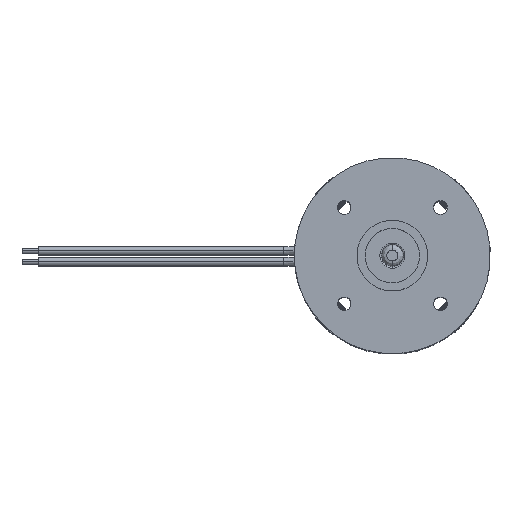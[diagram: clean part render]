
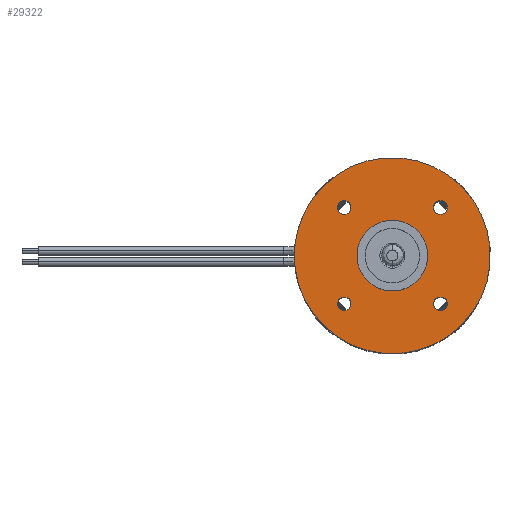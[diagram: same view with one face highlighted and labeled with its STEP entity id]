
A CAD part, top view. The second image highlights one B-rep face of the part: STEP entity #29322.
In plain terms, the highlighted planar face has unit normal (0, 0, 1).
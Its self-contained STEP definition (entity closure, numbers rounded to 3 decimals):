
#88 = DIRECTION ( 'NONE',  ( 0.707, 0.707, 0. ) ) ;
#1835 = ORIENTED_EDGE ( 'NONE', *, *, #4312, .T. ) ;
#2759 = EDGE_CURVE ( 'NONE', #39561, #7580, #14111, .T. ) ;
#2906 = DIRECTION ( 'NONE',  ( 0., 0., -1. ) ) ;
#3748 = ORIENTED_EDGE ( 'NONE', *, *, #51745, .F. ) ;
#3784 = DIRECTION ( 'NONE',  ( 0., 0., -1. ) ) ;
#3845 = ORIENTED_EDGE ( 'NONE', *, *, #54258, .F. ) ;
#4008 = DIRECTION ( 'NONE',  ( 0., 0., -1. ) ) ;
#4181 = CARTESIAN_POINT ( 'NONE',  ( 0., 0., 81.5 ) ) ;
#4312 = EDGE_CURVE ( 'NONE', #6355, #26549, #46318, .T. ) ;
#4480 = DIRECTION ( 'NONE',  ( 0.707, 0.707, 0. ) ) ;
#4705 = CIRCLE ( 'NONE', #36047, 1.25 ) ;
#4738 = DIRECTION ( 'NONE',  ( 0., 0., 1. ) ) ;
#5212 = EDGE_CURVE ( 'NONE', #25040, #22745, #54970, .T. ) ;
#5612 = EDGE_LOOP ( 'NONE', ( #51365, #25808 ) ) ;
#5819 = DIRECTION ( 'NONE',  ( 0., 0., -1. ) ) ;
#6222 = EDGE_CURVE ( 'NONE', #20210, #8978, #48997, .T. ) ;
#6355 = VERTEX_POINT ( 'NONE', #24480 ) ;
#6425 = CARTESIAN_POINT ( 'NONE',  ( 7.955, -9.723, 81.5 ) ) ;
#6452 = CIRCLE ( 'NONE', #6574, 6.5 ) ;
#6574 = AXIS2_PLACEMENT_3D ( 'NONE', #47008, #29902, #34664 ) ;
#7117 = EDGE_LOOP ( 'NONE', ( #33087, #1835 ) ) ;
#7580 = VERTEX_POINT ( 'NONE', #35182 ) ;
#7744 = EDGE_CURVE ( 'NONE', #22745, #25040, #16645, .T. ) ;
#8262 = FACE_BOUND ( 'NONE', #54091, .T. ) ;
#8265 = AXIS2_PLACEMENT_3D ( 'NONE', #23309, #23596, #40420 ) ;
#8978 = VERTEX_POINT ( 'NONE', #35748 ) ;
#9054 = CARTESIAN_POINT ( 'NONE',  ( 8.839, 8.839, 81.5 ) ) ;
#9366 = DIRECTION ( 'NONE',  ( 0., 0., 1. ) ) ;
#9794 = EDGE_LOOP ( 'NONE', ( #14363, #10890 ) ) ;
#10890 = ORIENTED_EDGE ( 'NONE', *, *, #5212, .T. ) ;
#11770 = AXIS2_PLACEMENT_3D ( 'NONE', #34882, #51982, #51716 ) ;
#13159 = ORIENTED_EDGE ( 'NONE', *, *, #51483, .T. ) ;
#14057 = AXIS2_PLACEMENT_3D ( 'NONE', #54776, #4008, #25305 ) ;
#14111 = CIRCLE ( 'NONE', #32929, 1.25 ) ;
#14363 = ORIENTED_EDGE ( 'NONE', *, *, #7744, .T. ) ;
#14644 = EDGE_CURVE ( 'NONE', #8978, #20210, #35978, .T. ) ;
#15368 = AXIS2_PLACEMENT_3D ( 'NONE', #9054, #17751, #88 ) ;
#16303 = CARTESIAN_POINT ( 'NONE',  ( -9.723, 7.955, 81.5 ) ) ;
#16645 = CIRCLE ( 'NONE', #23915, 1.25 ) ;
#16932 = FACE_BOUND ( 'NONE', #50535, .T. ) ;
#17224 = FACE_BOUND ( 'NONE', #17251, .T. ) ;
#17251 = EDGE_LOOP ( 'NONE', ( #41531, #45382 ) ) ;
#17751 = DIRECTION ( 'NONE',  ( 0., 0., -1. ) ) ;
#18109 = CIRCLE ( 'NONE', #15368, 1.25 ) ;
#18203 = CARTESIAN_POINT ( 'NONE',  ( -7.955, -7.955, 81.5 ) ) ;
#18473 = CARTESIAN_POINT ( 'NONE',  ( 8.839, 8.839, 81.5 ) ) ;
#18982 = CIRCLE ( 'NONE', #8265, 6.5 ) ;
#20093 = DIRECTION ( 'NONE',  ( 0.707, 0.707, 0. ) ) ;
#20210 = VERTEX_POINT ( 'NONE', #6425 ) ;
#21601 = EDGE_CURVE ( 'NONE', #26549, #6355, #47096, .T. ) ;
#21721 = CARTESIAN_POINT ( 'NONE',  ( -7.955, 9.723, 81.5 ) ) ;
#22745 = VERTEX_POINT ( 'NONE', #21721 ) ;
#23309 = CARTESIAN_POINT ( 'NONE',  ( 0., 0., 81.5 ) ) ;
#23596 = DIRECTION ( 'NONE',  ( 0., 0., 1. ) ) ;
#23915 = AXIS2_PLACEMENT_3D ( 'NONE', #41298, #2906, #4480 ) ;
#24480 = CARTESIAN_POINT ( 'NONE',  ( 12.728, 12.728, 81.5 ) ) ;
#24955 = VERTEX_POINT ( 'NONE', #26236 ) ;
#25040 = VERTEX_POINT ( 'NONE', #16303 ) ;
#25305 = DIRECTION ( 'NONE',  ( 0.707, 0.707, 0. ) ) ;
#25360 = DIRECTION ( 'NONE',  ( 0.707, 0.707, 0. ) ) ;
#25808 = ORIENTED_EDGE ( 'NONE', *, *, #31963, .T. ) ;
#26183 = FACE_OUTER_BOUND ( 'NONE', #7117, .T. ) ;
#26236 = CARTESIAN_POINT ( 'NONE',  ( 4.596, 4.596, 81.5 ) ) ;
#26261 = VERTEX_POINT ( 'NONE', #41157 ) ;
#26271 = AXIS2_PLACEMENT_3D ( 'NONE', #18473, #48209, #26873 ) ;
#26549 = VERTEX_POINT ( 'NONE', #44354 ) ;
#26873 = DIRECTION ( 'NONE',  ( 0.707, 0.707, 0. ) ) ;
#27399 = AXIS2_PLACEMENT_3D ( 'NONE', #39358, #9366, #47228 ) ;
#28815 = AXIS2_PLACEMENT_3D ( 'NONE', #42663, #52678, #51374 ) ;
#29322 = ADVANCED_FACE ( 'NONE', ( #26183, #8262, #47499, #43292, #16932, #17224 ), #34608, .F. ) ;
#29902 = DIRECTION ( 'NONE',  ( 0., 0., 1. ) ) ;
#31280 = CARTESIAN_POINT ( 'NONE',  ( -8.839, -8.839, 81.5 ) ) ;
#31963 = EDGE_CURVE ( 'NONE', #7580, #39561, #4705, .T. ) ;
#32929 = AXIS2_PLACEMENT_3D ( 'NONE', #44224, #5819, #20093 ) ;
#33087 = ORIENTED_EDGE ( 'NONE', *, *, #21601, .T. ) ;
#33119 = EDGE_CURVE ( 'NONE', #26261, #48393, #40581, .T. ) ;
#34608 = PLANE ( 'NONE',  #11770 ) ;
#34664 = DIRECTION ( 'NONE',  ( -0.707, -0.707, 0. ) ) ;
#34882 = CARTESIAN_POINT ( 'NONE',  ( 12.728, 12.728, 81.5 ) ) ;
#35182 = CARTESIAN_POINT ( 'NONE',  ( -9.723, -9.723, 81.5 ) ) ;
#35748 = CARTESIAN_POINT ( 'NONE',  ( 9.723, -7.955, 81.5 ) ) ;
#35978 = CIRCLE ( 'NONE', #28815, 1.25 ) ;
#36047 = AXIS2_PLACEMENT_3D ( 'NONE', #31280, #48383, #47551 ) ;
#36129 = AXIS2_PLACEMENT_3D ( 'NONE', #37165, #3784, #25360 ) ;
#37165 = CARTESIAN_POINT ( 'NONE',  ( -8.839, 8.839, 81.5 ) ) ;
#38793 = VERTEX_POINT ( 'NONE', #43114 ) ;
#39358 = CARTESIAN_POINT ( 'NONE',  ( 0., 0., 81.5 ) ) ;
#39561 = VERTEX_POINT ( 'NONE', #18203 ) ;
#40420 = DIRECTION ( 'NONE',  ( -0.707, -0.707, 0. ) ) ;
#40581 = CIRCLE ( 'NONE', #26271, 1.25 ) ;
#41157 = CARTESIAN_POINT ( 'NONE',  ( 7.955, 7.955, 81.5 ) ) ;
#41298 = CARTESIAN_POINT ( 'NONE',  ( -8.839, 8.839, 81.5 ) ) ;
#41531 = ORIENTED_EDGE ( 'NONE', *, *, #14644, .T. ) ;
#41828 = AXIS2_PLACEMENT_3D ( 'NONE', #4181, #4738, #47361 ) ;
#42663 = CARTESIAN_POINT ( 'NONE',  ( 8.839, -8.839, 81.5 ) ) ;
#43114 = CARTESIAN_POINT ( 'NONE',  ( -4.596, -4.596, 81.5 ) ) ;
#43292 = FACE_BOUND ( 'NONE', #5612, .T. ) ;
#44224 = CARTESIAN_POINT ( 'NONE',  ( -8.839, -8.839, 81.5 ) ) ;
#44354 = CARTESIAN_POINT ( 'NONE',  ( -12.728, -12.728, 81.5 ) ) ;
#45382 = ORIENTED_EDGE ( 'NONE', *, *, #6222, .T. ) ;
#46318 = CIRCLE ( 'NONE', #41828, 18. ) ;
#47008 = CARTESIAN_POINT ( 'NONE',  ( 0., 0., 81.5 ) ) ;
#47096 = CIRCLE ( 'NONE', #27399, 18. ) ;
#47228 = DIRECTION ( 'NONE',  ( -0.707, -0.707, 0. ) ) ;
#47361 = DIRECTION ( 'NONE',  ( -0.707, -0.707, 0. ) ) ;
#47499 = FACE_BOUND ( 'NONE', #9794, .T. ) ;
#47551 = DIRECTION ( 'NONE',  ( 0.707, 0.707, 0. ) ) ;
#48209 = DIRECTION ( 'NONE',  ( 0., 0., -1. ) ) ;
#48383 = DIRECTION ( 'NONE',  ( 0., 0., -1. ) ) ;
#48393 = VERTEX_POINT ( 'NONE', #49956 ) ;
#48997 = CIRCLE ( 'NONE', #14057, 1.25 ) ;
#49956 = CARTESIAN_POINT ( 'NONE',  ( 9.723, 9.723, 81.5 ) ) ;
#50535 = EDGE_LOOP ( 'NONE', ( #13159, #51941 ) ) ;
#51365 = ORIENTED_EDGE ( 'NONE', *, *, #2759, .T. ) ;
#51374 = DIRECTION ( 'NONE',  ( 0.707, 0.707, 0. ) ) ;
#51483 = EDGE_CURVE ( 'NONE', #48393, #26261, #18109, .T. ) ;
#51716 = DIRECTION ( 'NONE',  ( 0., -1., 0. ) ) ;
#51745 = EDGE_CURVE ( 'NONE', #24955, #38793, #18982, .T. ) ;
#51941 = ORIENTED_EDGE ( 'NONE', *, *, #33119, .T. ) ;
#51982 = DIRECTION ( 'NONE',  ( 0., 0., -1. ) ) ;
#52678 = DIRECTION ( 'NONE',  ( 0., 0., -1. ) ) ;
#54091 = EDGE_LOOP ( 'NONE', ( #3845, #3748 ) ) ;
#54258 = EDGE_CURVE ( 'NONE', #38793, #24955, #6452, .T. ) ;
#54776 = CARTESIAN_POINT ( 'NONE',  ( 8.839, -8.839, 81.5 ) ) ;
#54970 = CIRCLE ( 'NONE', #36129, 1.25 ) ;
